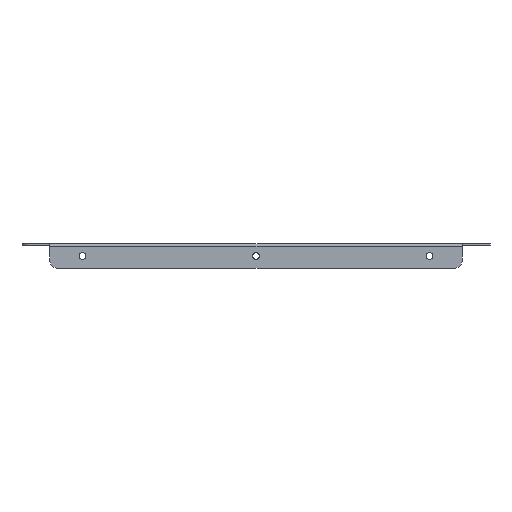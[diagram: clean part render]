
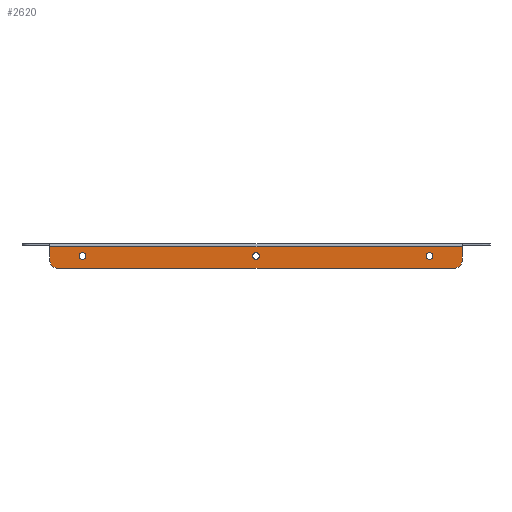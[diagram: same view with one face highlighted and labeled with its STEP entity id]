
A CAD part, front view. The second image highlights one B-rep face of the part: STEP entity #2620.
In plain terms, the highlighted planar face has unit normal (0, -1, 0).
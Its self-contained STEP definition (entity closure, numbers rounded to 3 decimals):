
#3 = ORIENTED_EDGE ( 'NONE', *, *, #1940, .T. ) ;
#53 = DIRECTION ( 'NONE',  ( 0., 0., 1. ) ) ;
#108 = CIRCLE ( 'NONE', #1679, 5. ) ;
#110 = AXIS2_PLACEMENT_3D ( 'NONE', #1681, #2536, #2547 ) ;
#122 = EDGE_CURVE ( 'NONE', #544, #319, #2175, .T. ) ;
#125 = FACE_BOUND ( 'NONE', #1728, .T. ) ;
#175 = DIRECTION ( 'NONE',  ( 0., -1., 0. ) ) ;
#189 = EDGE_CURVE ( 'NONE', #769, #1391, #2786, .T. ) ;
#204 = VERTEX_POINT ( 'NONE', #2829 ) ;
#279 = DIRECTION ( 'NONE',  ( 0., 1., 0. ) ) ;
#280 = CIRCLE ( 'NONE', #1784, 2.1 ) ;
#281 = ORIENTED_EDGE ( 'NONE', *, *, #189, .T. ) ;
#288 = VECTOR ( 'NONE', #2760, 1000. ) ;
#292 = EDGE_CURVE ( 'NONE', #204, #805, #2720, .T. ) ;
#303 = DIRECTION ( 'NONE',  ( 0., 1., 0. ) ) ;
#319 = VERTEX_POINT ( 'NONE', #689 ) ;
#332 = CARTESIAN_POINT ( 'NONE',  ( 126.25, -199.8, 0. ) ) ;
#402 = VERTEX_POINT ( 'NONE', #1800 ) ;
#411 = DIRECTION ( 'NONE',  ( 0., 0., 1. ) ) ;
#445 = DIRECTION ( 'NONE',  ( 0., 1., 0. ) ) ;
#462 = EDGE_CURVE ( 'NONE', #1391, #319, #947, .T. ) ;
#512 = ORIENTED_EDGE ( 'NONE', *, *, #122, .F. ) ;
#544 = VERTEX_POINT ( 'NONE', #551 ) ;
#551 = CARTESIAN_POINT ( 'NONE',  ( -126.25, -199.8, -1.8 ) ) ;
#564 = CIRCLE ( 'NONE', #110, 2.1 ) ;
#595 = FACE_BOUND ( 'NONE', #1242, .T. ) ;
#596 = VERTEX_POINT ( 'NONE', #2454 ) ;
#601 = ORIENTED_EDGE ( 'NONE', *, *, #1044, .T. ) ;
#668 = DIRECTION ( 'NONE',  ( 0., 1., 0. ) ) ;
#689 = CARTESIAN_POINT ( 'NONE',  ( 126.25, -199.8, -1.8 ) ) ;
#724 = CARTESIAN_POINT ( 'NONE',  ( 106.25, -199.8, -7.5 ) ) ;
#769 = VERTEX_POINT ( 'NONE', #1818 ) ;
#788 = ORIENTED_EDGE ( 'NONE', *, *, #1247, .T. ) ;
#800 = VECTOR ( 'NONE', #1420, 1000. ) ;
#805 = VERTEX_POINT ( 'NONE', #2045 ) ;
#827 = CARTESIAN_POINT ( 'NONE',  ( 0., -199.8, -9.6 ) ) ;
#850 = CARTESIAN_POINT ( 'NONE',  ( 126.25, -199.8, -10. ) ) ;
#854 = DIRECTION ( 'NONE',  ( 1., 0., 0. ) ) ;
#875 = ORIENTED_EDGE ( 'NONE', *, *, #1849, .T. ) ;
#878 = ORIENTED_EDGE ( 'NONE', *, *, #1901, .T. ) ;
#905 = LINE ( 'NONE', #2132, #2717 ) ;
#947 = LINE ( 'NONE', #332, #288 ) ;
#983 = EDGE_LOOP ( 'NONE', ( #878, #601, #788, #281, #1674, #512 ) ) ;
#991 = DIRECTION ( 'NONE',  ( 0., 1., 0. ) ) ;
#1044 = EDGE_CURVE ( 'NONE', #402, #596, #108, .T. ) ;
#1048 = AXIS2_PLACEMENT_3D ( 'NONE', #2234, #1803, #53 ) ;
#1077 = VERTEX_POINT ( 'NONE', #827 ) ;
#1094 = CARTESIAN_POINT ( 'NONE',  ( 0., -199.8, 0. ) ) ;
#1100 = AXIS2_PLACEMENT_3D ( 'NONE', #1594, #279, #2687 ) ;
#1189 = DIRECTION ( 'NONE',  ( 0., 0., 1. ) ) ;
#1242 = EDGE_LOOP ( 'NONE', ( #2613, #2555 ) ) ;
#1247 = EDGE_CURVE ( 'NONE', #596, #769, #905, .T. ) ;
#1271 = DIRECTION ( 'NONE',  ( 0., 0., 1. ) ) ;
#1293 = CARTESIAN_POINT ( 'NONE',  ( 121.25, -199.8, -10. ) ) ;
#1334 = EDGE_CURVE ( 'NONE', #1077, #1592, #2377, .T. ) ;
#1352 = DIRECTION ( 'NONE',  ( 0., 0., 1. ) ) ;
#1391 = VERTEX_POINT ( 'NONE', #850 ) ;
#1407 = EDGE_CURVE ( 'NONE', #805, #204, #280, .T. ) ;
#1420 = DIRECTION ( 'NONE',  ( 0., 0., -1. ) ) ;
#1439 = EDGE_CURVE ( 'NONE', #1592, #1077, #2642, .T. ) ;
#1454 = CARTESIAN_POINT ( 'NONE',  ( 106.25, -199.8, -5.4 ) ) ;
#1474 = AXIS2_PLACEMENT_3D ( 'NONE', #1293, #175, #411 ) ;
#1521 = ORIENTED_EDGE ( 'NONE', *, *, #1334, .T. ) ;
#1592 = VERTEX_POINT ( 'NONE', #2278 ) ;
#1594 = CARTESIAN_POINT ( 'NONE',  ( 0., -199.8, -7.5 ) ) ;
#1600 = VECTOR ( 'NONE', #854, 1000. ) ;
#1614 = AXIS2_PLACEMENT_3D ( 'NONE', #2440, #445, #1352 ) ;
#1674 = ORIENTED_EDGE ( 'NONE', *, *, #462, .T. ) ;
#1679 = AXIS2_PLACEMENT_3D ( 'NONE', #2795, #2548, #1271 ) ;
#1681 = CARTESIAN_POINT ( 'NONE',  ( 106.25, -199.8, -7.5 ) ) ;
#1720 = DIRECTION ( 'NONE',  ( 1., 0., 0. ) ) ;
#1728 = EDGE_LOOP ( 'NONE', ( #3, #875 ) ) ;
#1749 = CARTESIAN_POINT ( 'NONE',  ( 106.25, -199.8, -9.6 ) ) ;
#1757 = LINE ( 'NONE', #2044, #800 ) ;
#1770 = ORIENTED_EDGE ( 'NONE', *, *, #1439, .T. ) ;
#1784 = AXIS2_PLACEMENT_3D ( 'NONE', #1838, #303, #2472 ) ;
#1800 = CARTESIAN_POINT ( 'NONE',  ( -126.25, -199.8, -10. ) ) ;
#1803 = DIRECTION ( 'NONE',  ( 0., 1., 0. ) ) ;
#1818 = CARTESIAN_POINT ( 'NONE',  ( 121.25, -199.8, -15. ) ) ;
#1838 = CARTESIAN_POINT ( 'NONE',  ( -106.25, -199.8, -7.5 ) ) ;
#1849 = EDGE_CURVE ( 'NONE', #2729, #2452, #2165, .T. ) ;
#1901 = EDGE_CURVE ( 'NONE', #544, #402, #1757, .T. ) ;
#1911 = AXIS2_PLACEMENT_3D ( 'NONE', #1094, #668, #2192 ) ;
#1940 = EDGE_CURVE ( 'NONE', #2452, #2729, #564, .T. ) ;
#1982 = EDGE_LOOP ( 'NONE', ( #1770, #1521 ) ) ;
#2044 = CARTESIAN_POINT ( 'NONE',  ( -126.25, -199.8, 0. ) ) ;
#2045 = CARTESIAN_POINT ( 'NONE',  ( -106.25, -199.8, -9.6 ) ) ;
#2132 = CARTESIAN_POINT ( 'NONE',  ( 0., -199.8, -15. ) ) ;
#2165 = CIRCLE ( 'NONE', #2173, 2.1 ) ;
#2173 = AXIS2_PLACEMENT_3D ( 'NONE', #724, #991, #1189 ) ;
#2175 = LINE ( 'NONE', #2824, #1600 ) ;
#2192 = DIRECTION ( 'NONE',  ( 0., 0., 1. ) ) ;
#2234 = CARTESIAN_POINT ( 'NONE',  ( 0., -199.8, -7.5 ) ) ;
#2278 = CARTESIAN_POINT ( 'NONE',  ( 0., -199.8, -5.4 ) ) ;
#2377 = CIRCLE ( 'NONE', #1048, 2.1 ) ;
#2426 = PLANE ( 'NONE',  #1911 ) ;
#2440 = CARTESIAN_POINT ( 'NONE',  ( -106.25, -199.8, -7.5 ) ) ;
#2452 = VERTEX_POINT ( 'NONE', #1454 ) ;
#2454 = CARTESIAN_POINT ( 'NONE',  ( -121.25, -199.8, -15. ) ) ;
#2472 = DIRECTION ( 'NONE',  ( 0., 0., 1. ) ) ;
#2532 = FACE_OUTER_BOUND ( 'NONE', #983, .T. ) ;
#2536 = DIRECTION ( 'NONE',  ( 0., 1., 0. ) ) ;
#2547 = DIRECTION ( 'NONE',  ( 0., 0., 1. ) ) ;
#2548 = DIRECTION ( 'NONE',  ( 0., -1., 0. ) ) ;
#2555 = ORIENTED_EDGE ( 'NONE', *, *, #1407, .T. ) ;
#2569 = FACE_BOUND ( 'NONE', #1982, .T. ) ;
#2613 = ORIENTED_EDGE ( 'NONE', *, *, #292, .T. ) ;
#2620 = ADVANCED_FACE ( 'NONE', ( #595, #2569, #125, #2532 ), #2426, .F. ) ;
#2642 = CIRCLE ( 'NONE', #1100, 2.1 ) ;
#2687 = DIRECTION ( 'NONE',  ( 0., 0., 1. ) ) ;
#2717 = VECTOR ( 'NONE', #1720, 1000. ) ;
#2720 = CIRCLE ( 'NONE', #1614, 2.1 ) ;
#2729 = VERTEX_POINT ( 'NONE', #1749 ) ;
#2760 = DIRECTION ( 'NONE',  ( 0., 0., 1. ) ) ;
#2786 = CIRCLE ( 'NONE', #1474, 5. ) ;
#2795 = CARTESIAN_POINT ( 'NONE',  ( -121.25, -199.8, -10. ) ) ;
#2824 = CARTESIAN_POINT ( 'NONE',  ( 126.25, -199.8, -1.8 ) ) ;
#2829 = CARTESIAN_POINT ( 'NONE',  ( -106.25, -199.8, -5.4 ) ) ;
